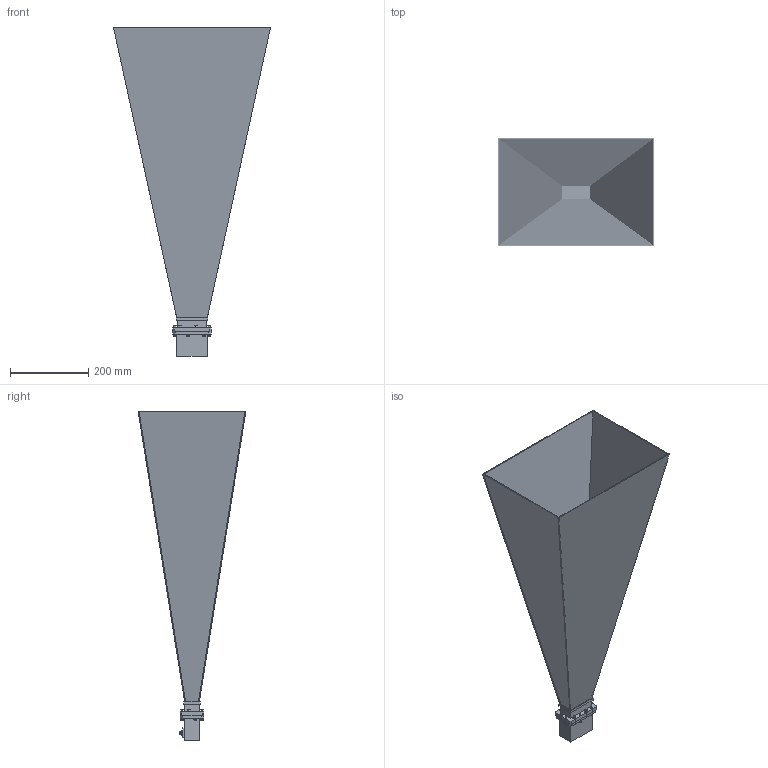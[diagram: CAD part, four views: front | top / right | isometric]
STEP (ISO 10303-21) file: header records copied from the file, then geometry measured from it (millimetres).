
FILE_DESCRIPTION (( 'STEP AP214' ), '1' );
FILE_NAME ('PE9863B-SF-20_3D.STEP', '2021-05-12T14:25:18', ( '' ), ( '' ), 'SwSTEP 2.0', 'SolidWorks 2020', '' );
FILE_SCHEMA (( 'AUTOMOTIVE_DESIGN' ));
Length unit declared in the file: millimetre
Products named in the file (5): PE9863B-SF-20_3D; PE9834; 8-32SH-HXx.75_91251A197; PE9863B-20; 8-LW
Assembly tree (26 placements, depth 2):
  PE9863B-SF-20_3D
    PE9834
    PE9863B-20
    8-32SH-HXx.75_91251A197  x12
    8-LW  x12
Bounding box: 401.73 x 275.74 x 841.38 mm (x, y, z)
Volume: 1521531.5 mm3; surface area: 1276231.3 mm2
Topology: 28 solids, 32 shells, 704 faces, 1609 edges, 1025 vertices
Faces by surface type: plane 351, cylinder 176, cone 129, bspline 47, torus 1
Full cylindrical faces by diameter (mm): 1.016 x1, 1.27 x2, 3.454 x6, 3.616 x4, 4.166 x12, 4.293 x12, 4.394 x6, 4.597 x1, 5.359 x2, 6.858 x12
Entity records: 17377 total; most frequent: CARTESIAN_POINT 8740, ORIENTED_EDGE 1738, DIRECTION 1558, EDGE_CURVE 869, VERTEX_POINT 613, AXIS2_PLACEMENT_3D 569, EDGE_LOOP 520, FACE_OUTER_BOUND 429
